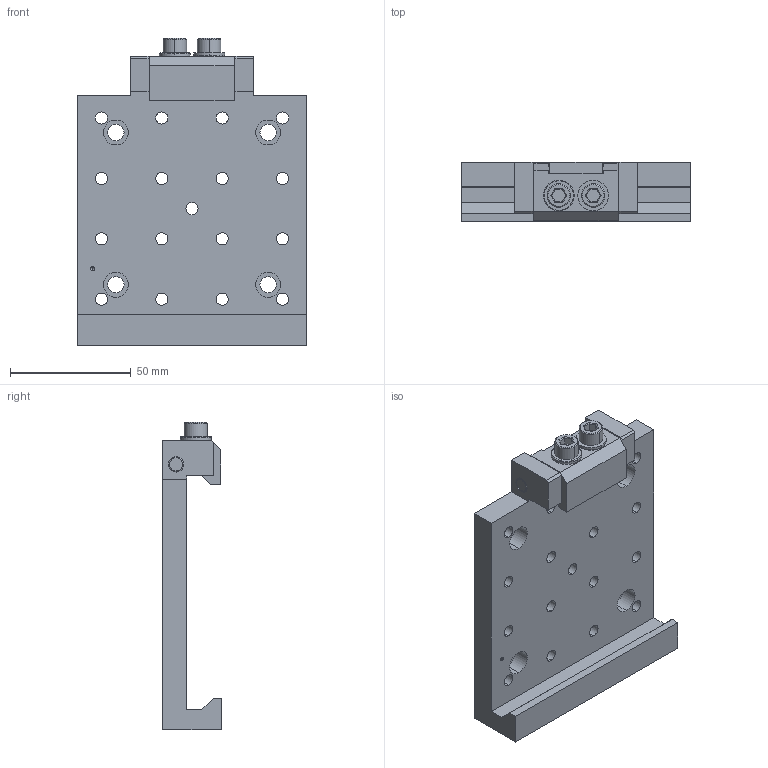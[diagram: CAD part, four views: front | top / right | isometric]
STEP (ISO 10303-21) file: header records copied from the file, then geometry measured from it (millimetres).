
FILE_DESCRIPTION (( 'STEP AP214' ), '1' );
FILE_NAME ('TTN004341-E0W.STEP', '2015-10-29T20:33:51', ( 'admin' ), ( '' ), 'SwSTEP 2.0', 'SolidWorks 2014', '' );
FILE_SCHEMA (( 'AUTOMOTIVE_DESIGN' ));
Length unit declared in the file: millimetre
Products named in the file (1): TTN004341-E0W
Bounding box: 95 x 24.3 x 127.03 mm (x, y, z)
Volume: 123729.3 mm3; surface area: 40716 mm2
Topology: 8 solids, 8 shells, 491 faces, 1295 edges, 851 vertices
Faces by surface type: plane 274, bspline 101, cylinder 94, cone 18, torus 4
Entity records: 22461 total; most frequent: CARTESIAN_POINT 5193, ORIENTED_EDGE 2586, DIRECTION 2083, EDGE_CURVE 1293, VECTOR 873, LINE 873, VERTEX_POINT 851, AXIS2_PLACEMENT_3D 605
